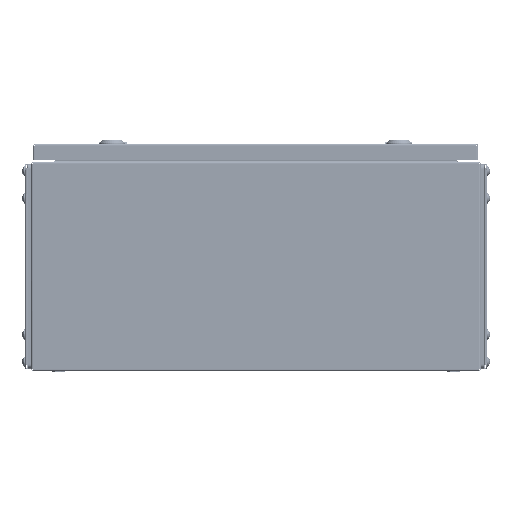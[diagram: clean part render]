
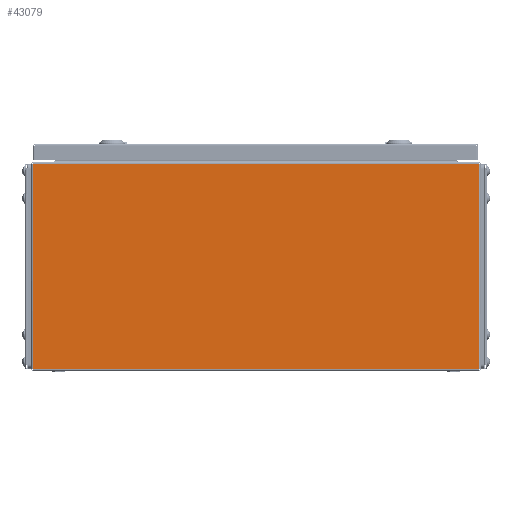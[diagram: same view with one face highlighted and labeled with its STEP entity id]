
A CAD part, left-side view. The second image highlights one B-rep face of the part: STEP entity #43079.
In plain terms, the highlighted planar face has unit normal (-1, 0, 0).
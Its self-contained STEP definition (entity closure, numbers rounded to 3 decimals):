
#2348 = LINE ( 'NONE', #43841, #85436 ) ;
#5125 = PLANE ( 'NONE',  #56399 ) ;
#6860 = EDGE_CURVE ( 'NONE', #24407, #26685, #40460, .T. ) ;
#7176 = LINE ( 'NONE', #21426, #10069 ) ;
#8199 = CARTESIAN_POINT ( 'NONE',  ( -150., 245.5, 227.5 ) ) ;
#8376 = VERTEX_POINT ( 'NONE', #28477 ) ;
#9623 = EDGE_CURVE ( 'NONE', #24407, #8376, #7176, .T. ) ;
#10069 = VECTOR ( 'NONE', #14491, 1000. ) ;
#13382 = EDGE_CURVE ( 'NONE', #26685, #60901, #17058, .T. ) ;
#14491 = DIRECTION ( 'NONE',  ( 0., 1., 0. ) ) ;
#17058 = LINE ( 'NONE', #70349, #20576 ) ;
#17407 = DIRECTION ( 'NONE',  ( 0., 0., -1. ) ) ;
#20576 = VECTOR ( 'NONE', #63819, 1000. ) ;
#21426 = CARTESIAN_POINT ( 'NONE',  ( -150., 245.5, 1. ) ) ;
#21841 = DIRECTION ( 'NONE',  ( 0., 0., 1. ) ) ;
#24407 = VERTEX_POINT ( 'NONE', #63476 ) ;
#24827 = EDGE_LOOP ( 'NONE', ( #32206, #31551, #46206, #38879 ) ) ;
#26685 = VERTEX_POINT ( 'NONE', #44170 ) ;
#28477 = CARTESIAN_POINT ( 'NONE',  ( -150., 245.5, 1. ) ) ;
#30235 = DIRECTION ( 'NONE',  ( 0., 0., -1. ) ) ;
#31551 = ORIENTED_EDGE ( 'NONE', *, *, #85424, .T. ) ;
#32206 = ORIENTED_EDGE ( 'NONE', *, *, #13382, .T. ) ;
#37981 = DIRECTION ( 'NONE',  ( 1., 0., 0. ) ) ;
#38879 = ORIENTED_EDGE ( 'NONE', *, *, #6860, .T. ) ;
#40460 = LINE ( 'NONE', #67307, #44876 ) ;
#43079 = ADVANCED_FACE ( 'NONE', ( #64832 ), #5125, .F. ) ;
#43841 = CARTESIAN_POINT ( 'NONE',  ( -150., 245.5, 0. ) ) ;
#44170 = CARTESIAN_POINT ( 'NONE',  ( -150., -245.5, 227.5 ) ) ;
#44876 = VECTOR ( 'NONE', #21841, 1000. ) ;
#46206 = ORIENTED_EDGE ( 'NONE', *, *, #9623, .F. ) ;
#56399 = AXIS2_PLACEMENT_3D ( 'NONE', #63105, #37981, #30235 ) ;
#60901 = VERTEX_POINT ( 'NONE', #8199 ) ;
#63105 = CARTESIAN_POINT ( 'NONE',  ( -150., 0., 0. ) ) ;
#63476 = CARTESIAN_POINT ( 'NONE',  ( -150., -245.5, 1. ) ) ;
#63819 = DIRECTION ( 'NONE',  ( 0., 1., 0. ) ) ;
#64832 = FACE_OUTER_BOUND ( 'NONE', #24827, .T. ) ;
#67307 = CARTESIAN_POINT ( 'NONE',  ( -150., -245.5, 0. ) ) ;
#70349 = CARTESIAN_POINT ( 'NONE',  ( -150., -245.5, 227.5 ) ) ;
#85424 = EDGE_CURVE ( 'NONE', #60901, #8376, #2348, .T. ) ;
#85436 = VECTOR ( 'NONE', #17407, 1000. ) ;
